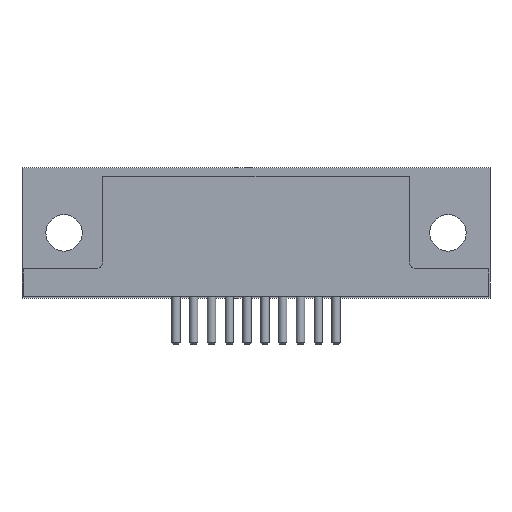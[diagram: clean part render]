
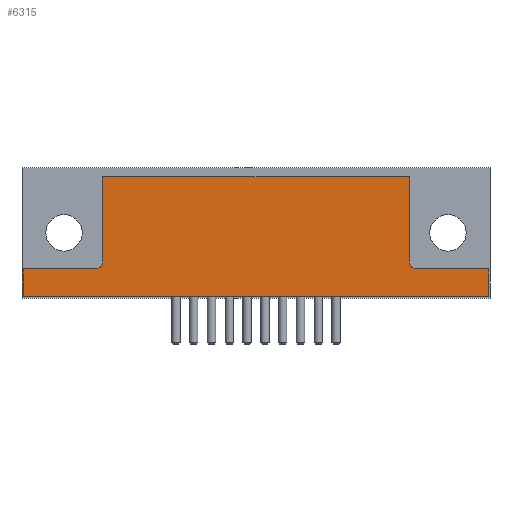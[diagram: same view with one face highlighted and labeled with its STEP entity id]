
A CAD part, front view. The second image highlights one B-rep face of the part: STEP entity #6315.
In plain terms, the highlighted planar face has unit normal (0, -1, 0).
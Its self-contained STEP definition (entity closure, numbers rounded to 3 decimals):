
#28 = CARTESIAN_POINT ( 'NONE',  ( 21.794, -1.127, 10.436 ) ) ;
#104 = CARTESIAN_POINT ( 'NONE',  ( -6.356, -1.127, 10.436 ) ) ;
#125 = DIRECTION ( 'NONE',  ( 0., 0., -1. ) ) ;
#305 = CARTESIAN_POINT ( 'NONE',  ( 16.544, -1.127, 10.936 ) ) ;
#606 = CARTESIAN_POINT ( 'NONE',  ( 16.044, -1.127, 17.006 ) ) ;
#1008 = EDGE_CURVE ( 'NONE', #4442, #7180, #4733, .T. ) ;
#1057 = CARTESIAN_POINT ( 'NONE',  ( 21.694, -1.127, 8.456 ) ) ;
#1103 = EDGE_CURVE ( 'NONE', #3523, #1646, #1746, .T. ) ;
#1317 = CARTESIAN_POINT ( 'NONE',  ( -6.356, -1.127, 10.436 ) ) ;
#1502 = ORIENTED_EDGE ( 'NONE', *, *, #4894, .T. ) ;
#1646 = VERTEX_POINT ( 'NONE', #4480 ) ;
#1746 = LINE ( 'NONE', #606, #5413 ) ;
#1824 = DIRECTION ( 'NONE',  ( 0., 1., 0. ) ) ;
#2479 = CARTESIAN_POINT ( 'NONE',  ( 21.694, -1.127, 8.356 ) ) ;
#2496 = CARTESIAN_POINT ( 'NONE',  ( -11.506, -1.127, 10.436 ) ) ;
#2581 = ORIENTED_EDGE ( 'NONE', *, *, #1008, .F. ) ;
#2700 = EDGE_LOOP ( 'NONE', ( #2581, #13309, #11641, #9724, #6778, #10605, #13493, #3295, #1502, #11484 ) ) ;
#3217 = LINE ( 'NONE', #28, #12754 ) ;
#3295 = ORIENTED_EDGE ( 'NONE', *, *, #3662, .T. ) ;
#3353 = VECTOR ( 'NONE', #5509, 1000. ) ;
#3523 = VERTEX_POINT ( 'NONE', #11093 ) ;
#3540 = CARTESIAN_POINT ( 'NONE',  ( -6.356, -1.127, 10.936 ) ) ;
#3561 = DIRECTION ( 'NONE',  ( 0., 0., 1. ) ) ;
#3625 = DIRECTION ( 'NONE',  ( 0., 0., -1. ) ) ;
#3662 = EDGE_CURVE ( 'NONE', #1646, #7742, #9056, .T. ) ;
#4095 = EDGE_CURVE ( 'NONE', #12177, #11993, #6737, .T. ) ;
#4442 = VERTEX_POINT ( 'NONE', #6229 ) ;
#4480 = CARTESIAN_POINT ( 'NONE',  ( -5.856, -1.127, 17.006 ) ) ;
#4639 = VECTOR ( 'NONE', #125, 1000. ) ;
#4723 = DIRECTION ( 'NONE',  ( 0., 1., 0. ) ) ;
#4733 = LINE ( 'NONE', #11583, #13337 ) ;
#4894 = EDGE_CURVE ( 'NONE', #7742, #11702, #12956, .T. ) ;
#5167 = DIRECTION ( 'NONE',  ( 0., 0., -1. ) ) ;
#5413 = VECTOR ( 'NONE', #11953, 1000. ) ;
#5470 = DIRECTION ( 'NONE',  ( -1., 0., 0. ) ) ;
#5509 = DIRECTION ( 'NONE',  ( -1., 0., 0. ) ) ;
#5652 = VERTEX_POINT ( 'NONE', #1057 ) ;
#5696 = EDGE_CURVE ( 'NONE', #5797, #12177, #3217, .T. ) ;
#5797 = VERTEX_POINT ( 'NONE', #6924 ) ;
#5966 = DIRECTION ( 'NONE',  ( 0., 0., -1. ) ) ;
#6190 = AXIS2_PLACEMENT_3D ( 'NONE', #11822, #1824, #5167 ) ;
#6229 = CARTESIAN_POINT ( 'NONE',  ( -11.506, -1.127, 8.456 ) ) ;
#6315 = ADVANCED_FACE ( 'NONE', ( #11949 ), #12089, .T. ) ;
#6333 = CARTESIAN_POINT ( 'NONE',  ( 16.544, -1.127, 10.436 ) ) ;
#6737 = CIRCLE ( 'NONE', #13518, 0.5 ) ;
#6778 = ORIENTED_EDGE ( 'NONE', *, *, #4095, .T. ) ;
#6924 = CARTESIAN_POINT ( 'NONE',  ( 21.694, -1.127, 10.436 ) ) ;
#7180 = VERTEX_POINT ( 'NONE', #2496 ) ;
#7507 = EDGE_CURVE ( 'NONE', #5797, #5652, #9108, .T. ) ;
#7601 = DIRECTION ( 'NONE',  ( -1., 0., 0. ) ) ;
#7657 = VECTOR ( 'NONE', #5966, 1000. ) ;
#7742 = VERTEX_POINT ( 'NONE', #13546 ) ;
#7909 = DIRECTION ( 'NONE',  ( 0., 0., 1. ) ) ;
#8710 = CARTESIAN_POINT ( 'NONE',  ( 21.694, -1.127, 8.456 ) ) ;
#9022 = EDGE_CURVE ( 'NONE', #11993, #3523, #10462, .T. ) ;
#9026 = LINE ( 'NONE', #1317, #3353 ) ;
#9056 = LINE ( 'NONE', #12363, #4639 ) ;
#9108 = LINE ( 'NONE', #2479, #7657 ) ;
#9618 = EDGE_CURVE ( 'NONE', #5652, #4442, #11779, .T. ) ;
#9718 = AXIS2_PLACEMENT_3D ( 'NONE', #3540, #13397, #12461 ) ;
#9724 = ORIENTED_EDGE ( 'NONE', *, *, #5696, .T. ) ;
#10462 = LINE ( 'NONE', #12518, #14250 ) ;
#10605 = ORIENTED_EDGE ( 'NONE', *, *, #9022, .T. ) ;
#11070 = EDGE_CURVE ( 'NONE', #11702, #7180, #9026, .T. ) ;
#11093 = CARTESIAN_POINT ( 'NONE',  ( 16.044, -1.127, 17.006 ) ) ;
#11484 = ORIENTED_EDGE ( 'NONE', *, *, #11070, .T. ) ;
#11583 = CARTESIAN_POINT ( 'NONE',  ( -11.506, -1.127, 8.356 ) ) ;
#11641 = ORIENTED_EDGE ( 'NONE', *, *, #7507, .F. ) ;
#11702 = VERTEX_POINT ( 'NONE', #104 ) ;
#11779 = LINE ( 'NONE', #8710, #12620 ) ;
#11822 = CARTESIAN_POINT ( 'NONE',  ( -6.356, -1.127, 10.936 ) ) ;
#11949 = FACE_OUTER_BOUND ( 'NONE', #2700, .T. ) ;
#11953 = DIRECTION ( 'NONE',  ( -1., 0., 0. ) ) ;
#11993 = VERTEX_POINT ( 'NONE', #13422 ) ;
#12089 = PLANE ( 'NONE',  #9718 ) ;
#12177 = VERTEX_POINT ( 'NONE', #6333 ) ;
#12363 = CARTESIAN_POINT ( 'NONE',  ( -5.856, -1.127, 17.006 ) ) ;
#12461 = DIRECTION ( 'NONE',  ( 0., 0., -1. ) ) ;
#12518 = CARTESIAN_POINT ( 'NONE',  ( 16.044, -1.127, 10.936 ) ) ;
#12620 = VECTOR ( 'NONE', #7601, 1000. ) ;
#12754 = VECTOR ( 'NONE', #5470, 1000. ) ;
#12956 = CIRCLE ( 'NONE', #6190, 0.5 ) ;
#13309 = ORIENTED_EDGE ( 'NONE', *, *, #9618, .F. ) ;
#13337 = VECTOR ( 'NONE', #3561, 1000. ) ;
#13397 = DIRECTION ( 'NONE',  ( 0., -1., 0. ) ) ;
#13422 = CARTESIAN_POINT ( 'NONE',  ( 16.044, -1.127, 10.936 ) ) ;
#13493 = ORIENTED_EDGE ( 'NONE', *, *, #1103, .T. ) ;
#13518 = AXIS2_PLACEMENT_3D ( 'NONE', #305, #4723, #3625 ) ;
#13546 = CARTESIAN_POINT ( 'NONE',  ( -5.856, -1.127, 10.936 ) ) ;
#14250 = VECTOR ( 'NONE', #7909, 1000. ) ;
